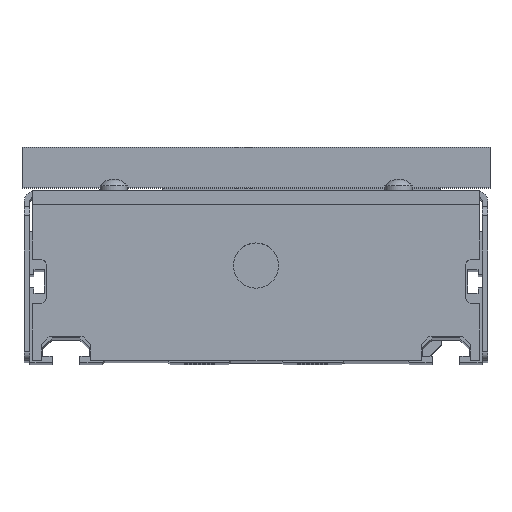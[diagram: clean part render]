
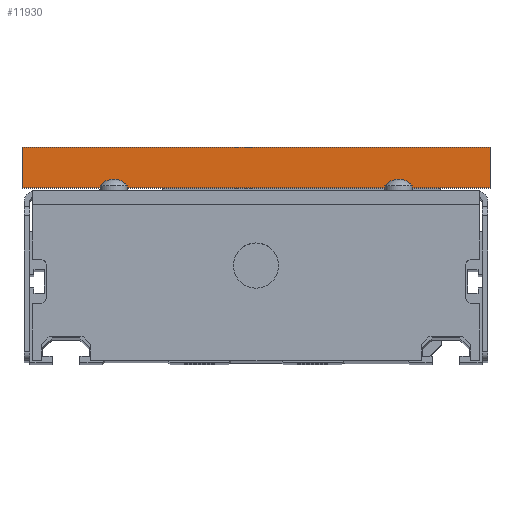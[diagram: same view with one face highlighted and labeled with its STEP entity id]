
A CAD part, top view. The second image highlights one B-rep face of the part: STEP entity #11930.
In plain terms, the highlighted planar face has unit normal (0, 0, 1).
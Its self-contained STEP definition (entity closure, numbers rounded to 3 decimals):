
#3261 = EDGE_CURVE ( 'NONE', #6797, #20176, #21654, .T. ) ;
#3706 = LINE ( 'NONE', #10731, #11104 ) ;
#4008 = DIRECTION ( 'NONE',  ( 1., 0., 0. ) ) ;
#4237 = CARTESIAN_POINT ( 'NONE',  ( -51.75, 17.5, 90. ) ) ;
#4738 = EDGE_CURVE ( 'NONE', #20076, #9879, #7722, .T. ) ;
#5222 = EDGE_CURVE ( 'NONE', #6797, #20076, #12419, .T. ) ;
#5301 = VECTOR ( 'NONE', #10327, 1000. ) ;
#5794 = VECTOR ( 'NONE', #21427, 1000. ) ;
#5843 = CARTESIAN_POINT ( 'NONE',  ( -51.75, 17.5, 90. ) ) ;
#6797 = VERTEX_POINT ( 'NONE', #4237 ) ;
#7326 = FACE_OUTER_BOUND ( 'NONE', #15902, .T. ) ;
#7722 = LINE ( 'NONE', #14774, #13229 ) ;
#7845 = ORIENTED_EDGE ( 'NONE', *, *, #5222, .F. ) ;
#8560 = ORIENTED_EDGE ( 'NONE', *, *, #3261, .T. ) ;
#8853 = EDGE_CURVE ( 'NONE', #20176, #9879, #3706, .T. ) ;
#9879 = VERTEX_POINT ( 'NONE', #21333 ) ;
#10327 = DIRECTION ( 'NONE',  ( 0., 1., 0. ) ) ;
#10731 = CARTESIAN_POINT ( 'NONE',  ( 51.75, 17.5, 90. ) ) ;
#11104 = VECTOR ( 'NONE', #14541, 1000. ) ;
#11141 = ORIENTED_EDGE ( 'NONE', *, *, #4738, .F. ) ;
#11930 = ADVANCED_FACE ( 'NONE', ( #7326 ), #21619, .T. ) ;
#12419 = LINE ( 'NONE', #14144, #5301 ) ;
#12653 = DIRECTION ( 'NONE',  ( 0., 0., 1. ) ) ;
#12909 = CARTESIAN_POINT ( 'NONE',  ( -51.75, 17.5, 90. ) ) ;
#13229 = VECTOR ( 'NONE', #21785, 1000. ) ;
#14144 = CARTESIAN_POINT ( 'NONE',  ( -51.75, 17.5, 90. ) ) ;
#14541 = DIRECTION ( 'NONE',  ( 0., 1., 0. ) ) ;
#14774 = CARTESIAN_POINT ( 'NONE',  ( -51.75, 26.5, 90. ) ) ;
#15371 = CARTESIAN_POINT ( 'NONE',  ( -51.75, 26.5, 90. ) ) ;
#15480 = CARTESIAN_POINT ( 'NONE',  ( 51.75, 17.5, 90. ) ) ;
#15902 = EDGE_LOOP ( 'NONE', ( #11141, #7845, #8560, #21963 ) ) ;
#20076 = VERTEX_POINT ( 'NONE', #15371 ) ;
#20176 = VERTEX_POINT ( 'NONE', #15480 ) ;
#21333 = CARTESIAN_POINT ( 'NONE',  ( 51.75, 26.5, 90. ) ) ;
#21427 = DIRECTION ( 'NONE',  ( 1., 0., 0. ) ) ;
#21619 = PLANE ( 'NONE',  #22168 ) ;
#21654 = LINE ( 'NONE', #12909, #5794 ) ;
#21785 = DIRECTION ( 'NONE',  ( 1., 0., 0. ) ) ;
#21963 = ORIENTED_EDGE ( 'NONE', *, *, #8853, .T. ) ;
#22168 = AXIS2_PLACEMENT_3D ( 'NONE', #5843, #12653, #4008 ) ;
